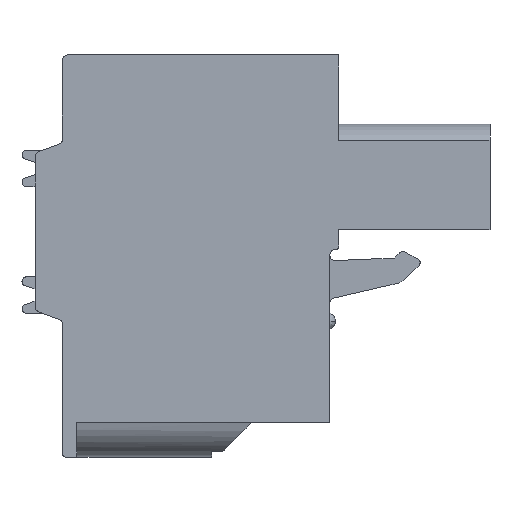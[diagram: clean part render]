
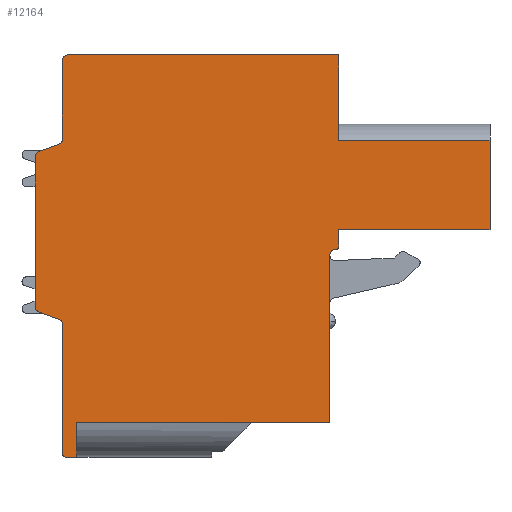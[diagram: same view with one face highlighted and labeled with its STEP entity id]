
A CAD part, front view. The second image highlights one B-rep face of the part: STEP entity #12164.
In plain terms, the highlighted planar face has unit normal (0, -1, 0).
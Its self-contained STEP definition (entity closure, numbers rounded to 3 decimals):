
#1095=DIRECTION('',(0.,0.,1.));
#1096=VECTOR('',#1095,4.7);
#1097=CARTESIAN_POINT('',(4.181,-45.62,6.775));
#1098=LINE('',#1097,#1096);
#1179=DIRECTION('',(-1.,0.,0.));
#1180=VECTOR('',#1179,8.3);
#1181=CARTESIAN_POINT('',(12.481,-45.62,6.775));
#1182=LINE('',#1181,#1180);
#1183=DIRECTION('',(0.,0.,-1.));
#1184=VECTOR('',#1183,4.9);
#1185=CARTESIAN_POINT('',(12.481,-45.62,6.775));
#1186=LINE('',#1185,#1184);
#1187=DIRECTION('',(-1.,0.,0.));
#1188=VECTOR('',#1187,8.3);
#1189=CARTESIAN_POINT('',(12.481,-45.62,1.875));
#1190=LINE('',#1189,#1188);
#1191=DIRECTION('',(0.,0.,-1.));
#1192=VECTOR('',#1191,0.901);
#1193=CARTESIAN_POINT('',(4.181,-45.62,1.875));
#1194=LINE('',#1193,#1192);
#1195=CARTESIAN_POINT('',(3.981,-45.62,0.974));
#1196=DIRECTION('',(0.,1.,0.));
#1197=DIRECTION('',(1.,0.,0.));
#1198=AXIS2_PLACEMENT_3D('',#1195,#1196,#1197);
#1200=CARTESIAN_POINT('',(3.981,-45.62,0.474));
#1201=DIRECTION('',(0.,-1.,0.));
#1202=DIRECTION('',(0.,0.,1.));
#1203=AXIS2_PLACEMENT_3D('',#1200,#1201,#1202);
#1205=DIRECTION('',(-1.,0.,0.));
#1206=VECTOR('',#1205,13.9);
#1207=CARTESIAN_POINT('',(3.681,-45.62,-8.725));
#1208=LINE('',#1207,#1206);
#1209=DIRECTION('',(0.,0.,-1.));
#1210=VECTOR('',#1209,1.9);
#1211=CARTESIAN_POINT('',(-10.219,-45.62,-8.725));
#1212=LINE('',#1211,#1210);
#1213=DIRECTION('',(-1.,0.,0.));
#1214=VECTOR('',#1213,0.6);
#1215=CARTESIAN_POINT('',(-10.219,-45.62,-10.625));
#1216=LINE('',#1215,#1214);
#1217=CARTESIAN_POINT('',(-10.819,-45.62,-10.425));
#1218=DIRECTION('',(0.,1.,0.));
#1219=DIRECTION('',(0.,0.,-1.));
#1220=AXIS2_PLACEMENT_3D('',#1217,#1218,#1219);
#1222=DIRECTION('',(0.,0.,1.));
#1223=VECTOR('',#1222,7.095);
#1224=CARTESIAN_POINT('',(-11.019,-45.62,-10.425));
#1225=LINE('',#1224,#1223);
#1226=CARTESIAN_POINT('',(-11.319,-45.62,-3.33));
#1227=DIRECTION('',(0.,-1.,0.));
#1228=DIRECTION('',(1.,0.,0.));
#1229=AXIS2_PLACEMENT_3D('',#1226,#1227,#1228);
#1231=DIRECTION('',(-0.94,0.,0.342));
#1232=VECTOR('',#1231,1.176);
#1233=CARTESIAN_POINT('',(-11.216,-45.62,-3.048));
#1234=LINE('',#1233,#1232);
#1235=CARTESIAN_POINT('',(-12.219,-45.62,-2.364));
#1236=DIRECTION('',(0.,1.,0.));
#1237=DIRECTION('',(-0.342,0.,-0.94));
#1238=AXIS2_PLACEMENT_3D('',#1235,#1236,#1237);
#1240=DIRECTION('',(0.,0.,1.));
#1241=VECTOR('',#1240,8.238);
#1242=CARTESIAN_POINT('',(-12.519,-45.62,-2.364));
#1243=LINE('',#1242,#1241);
#1244=CARTESIAN_POINT('',(-12.219,-45.62,5.874));
#1245=DIRECTION('',(0.,1.,0.));
#1246=DIRECTION('',(-1.,0.,0.));
#1247=AXIS2_PLACEMENT_3D('',#1244,#1245,#1246);
#1249=DIRECTION('',(0.94,0.,0.342));
#1250=VECTOR('',#1249,1.176);
#1251=CARTESIAN_POINT('',(-12.321,-45.62,6.156));
#1252=LINE('',#1251,#1250);
#1253=CARTESIAN_POINT('',(-11.319,-45.62,6.84));
#1254=DIRECTION('',(0.,-1.,0.));
#1255=DIRECTION('',(0.342,0.,-0.94));
#1256=AXIS2_PLACEMENT_3D('',#1253,#1254,#1255);
#1258=DIRECTION('',(0.,0.,1.));
#1259=VECTOR('',#1258,4.335);
#1260=CARTESIAN_POINT('',(-11.019,-45.62,6.84));
#1261=LINE('',#1260,#1259);
#1262=CARTESIAN_POINT('',(-10.719,-45.62,11.175));
#1263=DIRECTION('',(0.,1.,0.));
#1264=DIRECTION('',(-1.,0.,0.));
#1265=AXIS2_PLACEMENT_3D('',#1262,#1263,#1264);
#1267=DIRECTION('',(1.,0.,0.));
#1268=VECTOR('',#1267,14.9);
#1269=CARTESIAN_POINT('',(-10.719,-45.62,11.475));
#1270=LINE('',#1269,#1268);
#1805=DIRECTION('',(0.,0.,1.));
#1806=VECTOR('',#1805,9.199);
#1807=CARTESIAN_POINT('',(3.681,-45.62,-8.725));
#1808=LINE('',#1807,#1806);
#8636=CARTESIAN_POINT('',(-12.519,-45.62,-2.364));
#8637=CARTESIAN_POINT('',(-12.519,-45.62,5.874));
#8638=VERTEX_POINT('',#8636);
#8639=VERTEX_POINT('',#8637);
#8640=CARTESIAN_POINT('',(-12.321,-45.62,6.156));
#8641=VERTEX_POINT('',#8640);
#8642=CARTESIAN_POINT('',(-11.216,-45.62,6.558));
#8643=VERTEX_POINT('',#8642);
#8644=CARTESIAN_POINT('',(-11.019,-45.62,6.84));
#8645=VERTEX_POINT('',#8644);
#8646=CARTESIAN_POINT('',(-11.019,-45.62,11.175));
#8647=VERTEX_POINT('',#8646);
#8648=CARTESIAN_POINT('',(-10.719,-45.62,11.475));
#8649=VERTEX_POINT('',#8648);
#8650=CARTESIAN_POINT('',(4.181,-45.62,11.475));
#8651=VERTEX_POINT('',#8650);
#8652=CARTESIAN_POINT('',(3.681,-45.62,-8.725));
#8653=CARTESIAN_POINT('',(-10.219,-45.62,-8.725));
#8654=VERTEX_POINT('',#8652);
#8655=VERTEX_POINT('',#8653);
#8656=CARTESIAN_POINT('',(-10.219,-45.62,-10.625));
#8657=VERTEX_POINT('',#8656);
#8658=CARTESIAN_POINT('',(-10.819,-45.62,-10.625));
#8659=VERTEX_POINT('',#8658);
#8660=CARTESIAN_POINT('',(-11.019,-45.62,-10.425));
#8661=VERTEX_POINT('',#8660);
#8662=CARTESIAN_POINT('',(-11.019,-45.62,-3.33));
#8663=VERTEX_POINT('',#8662);
#8664=CARTESIAN_POINT('',(-11.216,-45.62,-3.048));
#8665=VERTEX_POINT('',#8664);
#8666=CARTESIAN_POINT('',(-12.321,-45.62,-2.646));
#8667=VERTEX_POINT('',#8666);
#8678=CARTESIAN_POINT('',(4.181,-45.62,0.974));
#8679=CARTESIAN_POINT('',(3.981,-45.62,0.774));
#8680=VERTEX_POINT('',#8678);
#8681=VERTEX_POINT('',#8679);
#8682=CARTESIAN_POINT('',(4.181,-45.62,1.875));
#8683=VERTEX_POINT('',#8682);
#8684=CARTESIAN_POINT('',(3.681,-45.62,0.474));
#8685=VERTEX_POINT('',#8684);
#8686=CARTESIAN_POINT('',(12.481,-45.62,1.875));
#8687=VERTEX_POINT('',#8686);
#9921=CARTESIAN_POINT('',(4.181,-45.62,6.775));
#9923=VERTEX_POINT('',#9921);
#9926=CARTESIAN_POINT('',(12.481,-45.62,6.775));
#9927=VERTEX_POINT('',#9926);
#12114=CARTESIAN_POINT('',(0.,-45.62,0.));
#12115=DIRECTION('',(0.,1.,0.));
#12116=DIRECTION('',(1.,0.,0.));
#12117=AXIS2_PLACEMENT_3D('',#12114,#12115,#12116);
#12118=PLANE('',#12117);
#12119=ORIENTED_EDGE('',*,*,#12061,.F.);
#12120=ORIENTED_EDGE('',*,*,#11410,.T.);
#12122=ORIENTED_EDGE('',*,*,#12121,.T.);
#12124=ORIENTED_EDGE('',*,*,#12123,.T.);
#12126=ORIENTED_EDGE('',*,*,#12125,.T.);
#12128=ORIENTED_EDGE('',*,*,#12127,.T.);
#12130=ORIENTED_EDGE('',*,*,#12129,.F.);
#12132=ORIENTED_EDGE('',*,*,#12131,.T.);
#12134=ORIENTED_EDGE('',*,*,#12133,.T.);
#12136=ORIENTED_EDGE('',*,*,#12135,.T.);
#12138=ORIENTED_EDGE('',*,*,#12137,.T.);
#12140=ORIENTED_EDGE('',*,*,#12139,.T.);
#12142=ORIENTED_EDGE('',*,*,#12141,.T.);
#12144=ORIENTED_EDGE('',*,*,#12143,.T.);
#12146=ORIENTED_EDGE('',*,*,#12145,.T.);
#12148=ORIENTED_EDGE('',*,*,#12147,.T.);
#12150=ORIENTED_EDGE('',*,*,#12149,.T.);
#12152=ORIENTED_EDGE('',*,*,#12151,.T.);
#12154=ORIENTED_EDGE('',*,*,#12153,.T.);
#12156=ORIENTED_EDGE('',*,*,#12155,.T.);
#12158=ORIENTED_EDGE('',*,*,#12157,.T.);
#12160=ORIENTED_EDGE('',*,*,#12159,.T.);
#12161=ORIENTED_EDGE('',*,*,#12075,.F.);
#12162=EDGE_LOOP('',(#12119,#12120,#12122,#12124,#12126,#12128,#12130,#12132,
#12134,#12136,#12138,#12140,#12142,#12144,#12146,#12148,#12150,#12152,#12154,
#12156,#12158,#12160,#12161));
#12163=FACE_OUTER_BOUND('',#12162,.F.);
#12164=ADVANCED_FACE('',(#12163),#12118,.F.);
#1199=CIRCLE('',#1198,0.2);
#1204=CIRCLE('',#1203,0.3);
#1221=CIRCLE('',#1220,0.2);
#1230=CIRCLE('',#1229,0.3);
#1239=CIRCLE('',#1238,0.3);
#1248=CIRCLE('',#1247,0.3);
#1257=CIRCLE('',#1256,0.3);
#1266=CIRCLE('',#1265,0.3);
#11410=EDGE_CURVE('',#9927,#8687,#1186,.T.);
#12061=EDGE_CURVE('',#9927,#9923,#1182,.T.);
#12075=EDGE_CURVE('',#9923,#8651,#1098,.T.);
#12121=EDGE_CURVE('',#8687,#8683,#1190,.T.);
#12123=EDGE_CURVE('',#8683,#8680,#1194,.T.);
#12125=EDGE_CURVE('',#8680,#8681,#1199,.T.);
#12127=EDGE_CURVE('',#8681,#8685,#1204,.T.);
#12129=EDGE_CURVE('',#8654,#8685,#1808,.T.);
#12131=EDGE_CURVE('',#8654,#8655,#1208,.T.);
#12133=EDGE_CURVE('',#8655,#8657,#1212,.T.);
#12135=EDGE_CURVE('',#8657,#8659,#1216,.T.);
#12137=EDGE_CURVE('',#8659,#8661,#1221,.T.);
#12139=EDGE_CURVE('',#8661,#8663,#1225,.T.);
#12141=EDGE_CURVE('',#8663,#8665,#1230,.T.);
#12143=EDGE_CURVE('',#8665,#8667,#1234,.T.);
#12145=EDGE_CURVE('',#8667,#8638,#1239,.T.);
#12147=EDGE_CURVE('',#8638,#8639,#1243,.T.);
#12149=EDGE_CURVE('',#8639,#8641,#1248,.T.);
#12151=EDGE_CURVE('',#8641,#8643,#1252,.T.);
#12153=EDGE_CURVE('',#8643,#8645,#1257,.T.);
#12155=EDGE_CURVE('',#8645,#8647,#1261,.T.);
#12157=EDGE_CURVE('',#8647,#8649,#1266,.T.);
#12159=EDGE_CURVE('',#8649,#8651,#1270,.T.);
